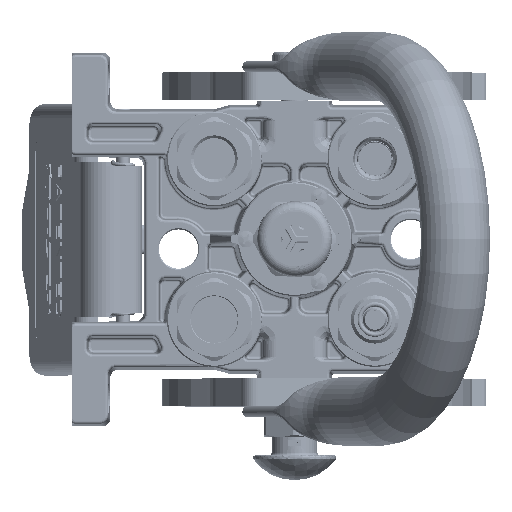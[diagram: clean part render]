
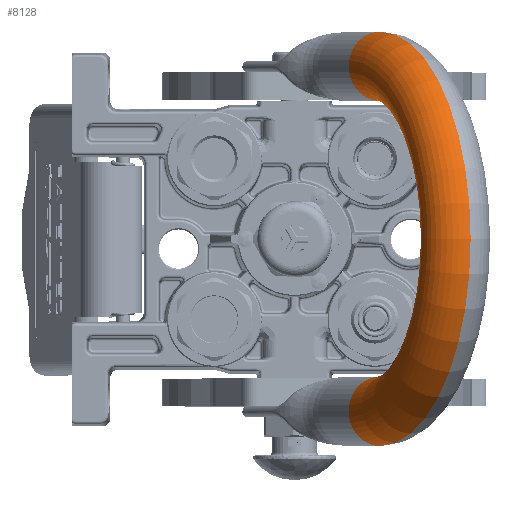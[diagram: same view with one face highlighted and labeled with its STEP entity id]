
A CAD part, top view. The second image highlights one B-rep face of the part: STEP entity #8128.
In plain terms, the highlighted toroidal (fillet/blend) face has major radius 62.25 mm and minor radius 12.5 mm.
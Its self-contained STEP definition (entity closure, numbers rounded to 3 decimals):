
#651 = AXIS2_PLACEMENT_3D ( 'NONE', #220268, #100541, #179627 ) ;
#8128 = ADVANCED_FACE ( 'NONE', ( #93154 ), #99413, .T. ) ;
#12212 = ORIENTED_EDGE ( 'NONE', *, *, #134109, .F. ) ;
#56046 = DIRECTION ( 'NONE',  ( -1., 0., 0. ) ) ;
#69303 = AXIS2_PLACEMENT_3D ( 'NONE', #155758, #156596, #94832 ) ;
#79625 = DIRECTION ( 'NONE',  ( -1., 0., 0. ) ) ;
#93154 = FACE_OUTER_BOUND ( 'NONE', #191504, .T. ) ;
#94832 = DIRECTION ( 'NONE',  ( 1., 0., 0. ) ) ;
#98434 = CARTESIAN_POINT ( 'NONE',  ( -74.75, 0., 25.25 ) ) ;
#99413 = TOROIDAL_SURFACE ( 'NONE', #69303, 62.25, 12.5 ) ;
#100541 = DIRECTION ( 'NONE',  ( 0., 0., -1. ) ) ;
#109205 = AXIS2_PLACEMENT_3D ( 'NONE', #255726, #236674, #56046 ) ;
#113466 = CARTESIAN_POINT ( 'NONE',  ( -49.75, 0., 25.25 ) ) ;
#114371 = VERTEX_POINT ( 'NONE', #98434 ) ;
#117487 = EDGE_CURVE ( 'NONE', #180102, #165940, #207929, .T. ) ;
#120551 = AXIS2_PLACEMENT_3D ( 'NONE', #234317, #155505, #156341 ) ;
#134109 = EDGE_CURVE ( 'NONE', #114371, #180102, #236994, .T. ) ;
#138836 = CARTESIAN_POINT ( 'NONE',  ( 0., 0., 25.25 ) ) ;
#155505 = DIRECTION ( 'NONE',  ( 0., 1., 0. ) ) ;
#155758 = CARTESIAN_POINT ( 'NONE',  ( 0., 0., 25.25 ) ) ;
#156341 = DIRECTION ( 'NONE',  ( -1., 0., 0. ) ) ;
#156596 = DIRECTION ( 'NONE',  ( 0., 1., 0. ) ) ;
#165940 = VERTEX_POINT ( 'NONE', #216763 ) ;
#176772 = AXIS2_PLACEMENT_3D ( 'NONE', #138836, #217706, #79625 ) ;
#179627 = DIRECTION ( 'NONE',  ( 1., 0., 0. ) ) ;
#180102 = VERTEX_POINT ( 'NONE', #241652 ) ;
#182330 = CIRCLE ( 'NONE', #109205, 12.5 ) ;
#191504 = EDGE_LOOP ( 'NONE', ( #217359, #210233, #12212, #249876 ) ) ;
#197392 = CIRCLE ( 'NONE', #120551, 49.75 ) ;
#200062 = EDGE_CURVE ( 'NONE', #226493, #165940, #197392, .T. ) ;
#207929 = CIRCLE ( 'NONE', #651, 12.5 ) ;
#210233 = ORIENTED_EDGE ( 'NONE', *, *, #117487, .F. ) ;
#216763 = CARTESIAN_POINT ( 'NONE',  ( 49.75, 0., 25.25 ) ) ;
#217359 = ORIENTED_EDGE ( 'NONE', *, *, #200062, .T. ) ;
#217706 = DIRECTION ( 'NONE',  ( 0., 1., 0. ) ) ;
#220268 = CARTESIAN_POINT ( 'NONE',  ( 62.25, 0., 25.25 ) ) ;
#226493 = VERTEX_POINT ( 'NONE', #113466 ) ;
#231581 = EDGE_CURVE ( 'NONE', #114371, #226493, #182330, .T. ) ;
#234317 = CARTESIAN_POINT ( 'NONE',  ( 0., 0., 25.25 ) ) ;
#236674 = DIRECTION ( 'NONE',  ( 0., 0., 1. ) ) ;
#236994 = CIRCLE ( 'NONE', #176772, 74.75 ) ;
#241652 = CARTESIAN_POINT ( 'NONE',  ( 74.75, 0., 25.25 ) ) ;
#249876 = ORIENTED_EDGE ( 'NONE', *, *, #231581, .T. ) ;
#255726 = CARTESIAN_POINT ( 'NONE',  ( -62.25, 0., 25.25 ) ) ;
